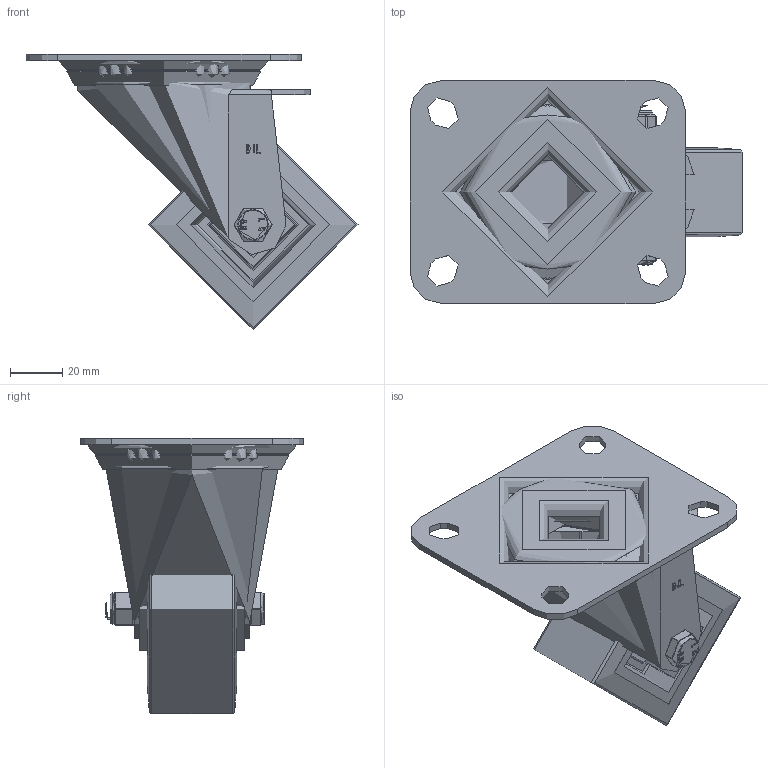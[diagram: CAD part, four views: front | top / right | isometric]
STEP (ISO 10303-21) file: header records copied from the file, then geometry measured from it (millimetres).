
FILE_DESCRIPTION(/* description */ ('','CAx-IF Rec.Pracs.---Representation and Presentation of Product Manufacturing Information (PMI)---4.0---2014-10-13'),/* implementation_level */ '2;1');
FILE_NAME(/* name */ 'BZMM80RNB.step',/* time_stamp */ '2024-12-19T12:06:17Z',/* author */ (''),/* organization */ (''),/* preprocessor_version */ 'ST-DEVELOPER v20',/* originating_system */ 'Autodesk Translation Framework v13.20.0.188',/* authorisation */ '');
FILE_SCHEMA (('AP242_MANAGED_MODEL_BASED_3D_ENGINEERING_MIM_LF { 1 0 10303 442 1 1 4 }'));
Length unit declared in the file: millimetre
Products named in the file (25): BZMM80RNB; BZMM80AS - 2 v1; ZINC PLATED, PRESSED STEEL TOP PLATE 1; ZINC PLATED, PRESSED STEEL TOP PLATE 1 Geometry; BALL BEARINGS; Component1; ZINC PLATED, PRESSED STEEL FORKS; BEARING SEAL; BZMH80WSRNRB v1; 65 SHORE A ELASTIC RUBBER TYRE; NYLON RIM; NYLON RIM Geometry; CAP; ROLLER BEARING; Component5; Pattern; Component6; TUBEM12X40 v1; ZINC PLATED STEEL TUBE; HEXBOLTM8X55Z8.8 v2; GRADE 8.8 ZINC PLATED BOLT; NYLOCM8Z v1; NYLOC NUT; NUT; RUBBER
Assembly tree (54 placements, depth 5):
  BZMM80RNB
    BZMM80AS - 2 v1
      ZINC PLATED, PRESSED STEEL TOP PLATE 1
        ZINC PLATED, PRESSED STEEL TOP PLATE 1 Geometry
        BALL BEARINGS
          Component1  x24
      ZINC PLATED, PRESSED STEEL FORKS
      BEARING SEAL
    BZMH80WSRNRB v1
      65 SHORE A ELASTIC RUBBER TYRE
      NYLON RIM
        NYLON RIM Geometry
        CAP
      ROLLER BEARING
        Component5
        Pattern
          Component6  x8
    TUBEM12X40 v1
      ZINC PLATED STEEL TUBE
    HEXBOLTM8X55Z8.8 v2
      GRADE 8.8 ZINC PLATED BOLT
    NYLOCM8Z v1
      NYLOC NUT
        NUT
        RUBBER
Bounding box: 126.5 x 85 x 105 mm (x, y, z)
Volume: 198881.5 mm3; surface area: 99586.3 mm2
Topology: 43 solids, 43 shells, 479 faces, 1197 edges, 757 vertices
Faces by surface type: plane 189, cylinder 168, sphere 48, bspline 38, torus 22, cone 14
Full cylindrical faces by diameter (mm): 0.664 x2, 3.75 x8, 6.446 x7, 7.866 x13, 8 x3, 8.2 x2, 8.4 x1, 8.6 x2, 11.5 x1, 11.9 x1, 12.1 x1, 12.5 x2, 12.6 x1, 20 x1, 20.5 x1, 24.6 x1, 24.8 x1, 27.5 x1, 31.5 x1, 48 x2, 58.5 x2, 62 x1, 66 x1, 80 x1
Entity records: 19861 total; most frequent: CARTESIAN_POINT 8600, DIRECTION 2231, ORIENTED_EDGE 2198, EDGE_CURVE 1099, AXIS2_PLACEMENT_3D 833, VERTEX_POINT 697, LINE 565, VECTOR 565
